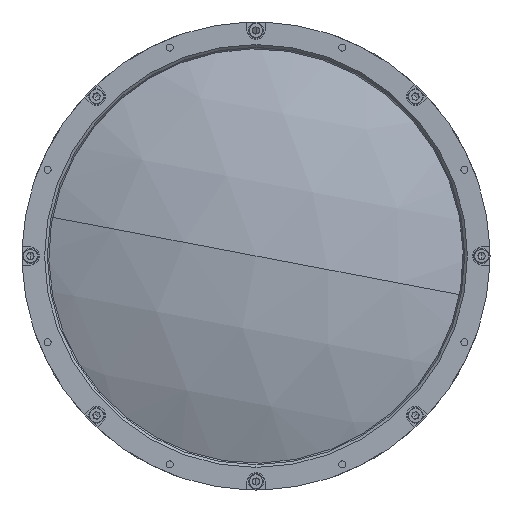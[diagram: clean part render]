
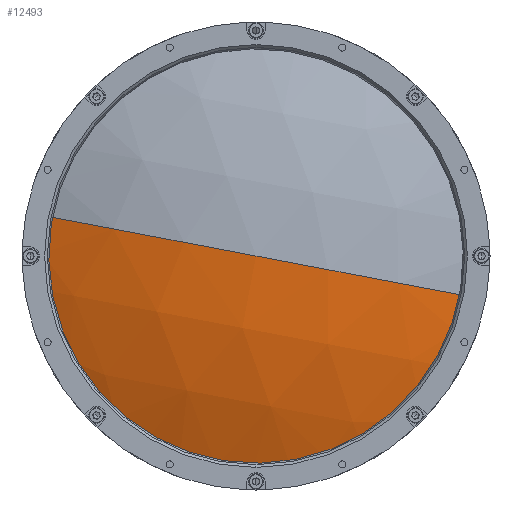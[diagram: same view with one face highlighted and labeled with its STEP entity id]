
A CAD part, left-side view. The second image highlights one B-rep face of the part: STEP entity #12493.
In plain terms, the highlighted spherical face has radius 192.8 mm.
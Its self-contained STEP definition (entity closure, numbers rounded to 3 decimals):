
#224 = DIRECTION ( 'NONE',  ( 0., 0.187, -0.982 ) ) ;
#570 = CARTESIAN_POINT ( 'NONE',  ( 190.2, 0., 0. ) ) ;
#604 = VERTEX_POINT ( 'NONE', #5688 ) ;
#2027 = DIRECTION ( 'NONE',  ( 0., 0.187, -0.982 ) ) ;
#2082 = DIRECTION ( 'NONE',  ( 0., 0.982, 0.187 ) ) ;
#2397 = ORIENTED_EDGE ( 'NONE', *, *, #4806, .T. ) ;
#3929 = CARTESIAN_POINT ( 'NONE',  ( 190.2, 0., 0. ) ) ;
#4013 = CARTESIAN_POINT ( 'NONE',  ( -2.6, 0., 0. ) ) ;
#4060 = CIRCLE ( 'NONE', #6945, 192.8 ) ;
#4099 = FACE_OUTER_BOUND ( 'NONE', #6319, .T. ) ;
#4806 = EDGE_CURVE ( 'NONE', #604, #8968, #10003, .T. ) ;
#5442 = DIRECTION ( 'NONE',  ( 0., 0.982, 0.187 ) ) ;
#5688 = CARTESIAN_POINT ( 'NONE',  ( 13.011, 74.665, 14.182 ) ) ;
#6143 = CARTESIAN_POINT ( 'NONE',  ( 190.2, 0., 0. ) ) ;
#6319 = EDGE_LOOP ( 'NONE', ( #2397, #17910, #14846 ) ) ;
#6679 = SPHERICAL_SURFACE ( 'NONE', #13566, 192.8 ) ;
#6945 = AXIS2_PLACEMENT_3D ( 'NONE', #3929, #14545, #5442 ) ;
#7672 = DIRECTION ( 'NONE',  ( 0., -0.982, -0.187 ) ) ;
#8794 = AXIS2_PLACEMENT_3D ( 'NONE', #18400, #9293, #224 ) ;
#8968 = VERTEX_POINT ( 'NONE', #16464 ) ;
#9293 = DIRECTION ( 'NONE',  ( -1., 0., 0. ) ) ;
#9678 = CIRCLE ( 'NONE', #13588, 192.8 ) ;
#10003 = CIRCLE ( 'NONE', #8794, 76. ) ;
#12493 = ADVANCED_FACE ( 'NONE', ( #4099 ), #6679, .T. ) ;
#13407 = VERTEX_POINT ( 'NONE', #4013 ) ;
#13566 = AXIS2_PLACEMENT_3D ( 'NONE', #570, #2027, #2082 ) ;
#13588 = AXIS2_PLACEMENT_3D ( 'NONE', #6143, #16768, #7672 ) ;
#13847 = EDGE_CURVE ( 'NONE', #8968, #13407, #4060, .T. ) ;
#14545 = DIRECTION ( 'NONE',  ( 0., 0.187, -0.982 ) ) ;
#14846 = ORIENTED_EDGE ( 'NONE', *, *, #16079, .F. ) ;
#16079 = EDGE_CURVE ( 'NONE', #604, #13407, #9678, .T. ) ;
#16464 = CARTESIAN_POINT ( 'NONE',  ( 13.011, -74.665, -14.182 ) ) ;
#16768 = DIRECTION ( 'NONE',  ( 0., -0.187, 0.982 ) ) ;
#17910 = ORIENTED_EDGE ( 'NONE', *, *, #13847, .T. ) ;
#18400 = CARTESIAN_POINT ( 'NONE',  ( 13.011, 0., 0. ) ) ;
